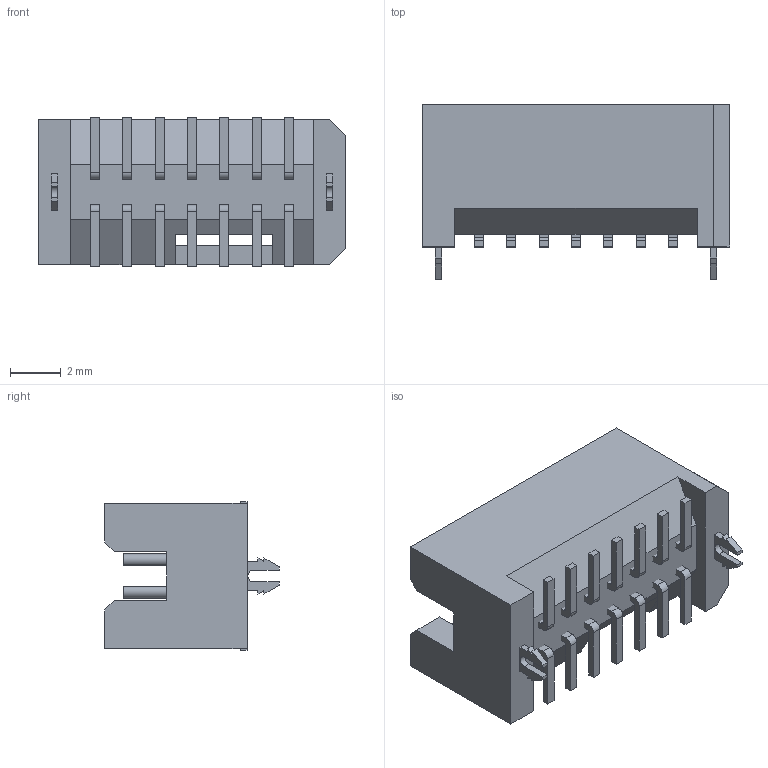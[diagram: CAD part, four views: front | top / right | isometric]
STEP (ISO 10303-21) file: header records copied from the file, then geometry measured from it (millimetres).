
FILE_DESCRIPTION(/* description */ ('STEP AP214'),/* implementation_level */ '2;1');
FILE_NAME(/* name */ 'TFML-107-02-S-D-LC',/* time_stamp */ '2023-03-03T06:32:16+01:00',/* author */ ('License CC BY-ND 4.0'),/* organization */ ('CADENAS'),/* preprocessor_version */ 'ST-DEVELOPER v18.102',/* originating_system */ 'PARTsolutions',/* authorisation */ ' ');
FILE_SCHEMA (('AUTOMOTIVE_DESIGN {1 0 10303 214 3 1 1}'));
Length unit declared in the file: inch
Products named in the file (3): TFML-107-02-S-D-LC; TFML-107-02-L-D_pins; TFML-107-02-L-D-LC_terminal
Assembly tree (2 placements, depth 2):
  TFML-107-02-S-D-LC
    TFML-107-02-L-D_pins
    TFML-107-02-L-D-LC_terminal
Bounding box: 12.06 x 6.86 x 5.84 mm (x, y, z)
Volume: 198.3 mm3; surface area: 578.7 mm2
Topology: 2 solids, 2 shells, 231 faces, 643 edges, 430 vertices
Faces by surface type: plane 187, cylinder 44
Full cylindrical faces by diameter (mm): 0.457 x14
Entity records: 7223 total; most frequent: CARTESIAN_POINT 1265, ORIENTED_EDGE 1230, DIRECTION 1171, EDGE_CURVE 615, LINE 527, VECTOR 527, VERTEX_POINT 416, AXIS2_PLACEMENT_3D 322
